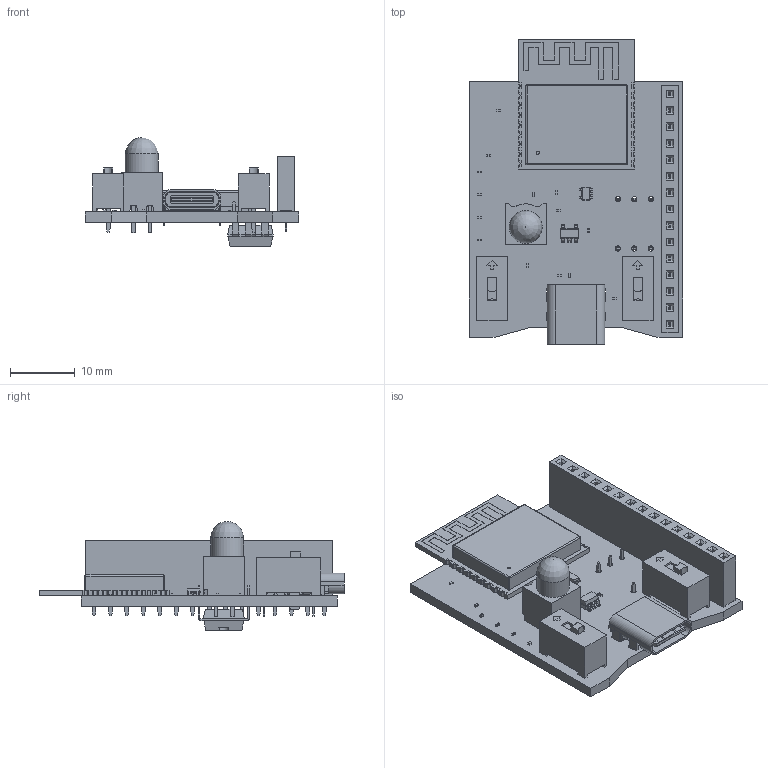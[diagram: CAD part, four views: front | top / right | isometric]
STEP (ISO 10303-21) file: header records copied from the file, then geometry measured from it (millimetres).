
FILE_DESCRIPTION(('KiCad electronic assembly'),'2;1');
FILE_NAME('OpenESPmodule.step','2025-03-26T18:43:40',('Pcbnew'),('Kicad' ),'Open CASCADE STEP processor 7.8','KiCad to STEP converter', 'Unknown');
FILE_SCHEMA(('AUTOMOTIVE_DESIGN { 1 0 10303 214 1 1 1 1 }'));
Length unit declared in the file: millimetre
Products named in the file (22): OpenESPmodule 1; R_0201_0603Metric; C_0201_0603Metric; USB_C_Receptacle_GCT_USB4085; LED_VCCLite_5381H5_6.35x6.35mm; Anode_fd_sp; SOT-353_SC-70-5; SOT_353_SC_70_5; ESP32-C3-WROOM-02; SW_DIP_SPSTx01_Slide_9.78x4.72mm_W7.62mm_P2.54mm; SW_DIP_SPSTx01_Slide_978x472mm_W762mm_P254mm; PinSocket_1x15_P2.54mm_Vertical; SOT-23-5; SOT_23_5; DIP-6_W7.62mm; OpenESPmodule_PCB
Assembly tree (34 placements, depth 3):
  OpenESPmodule 1
    R_0201_0603Metric  x5
      R_0201_0603Metric
    C_0201_0603Metric  x9
      C_0201_0603Metric
    USB_C_Receptacle_GCT_USB4085
      USB_C_Receptacle_GCT_USB4085
    LED_VCCLite_5381H5_6.35x6.35mm
      Anode_fd_sp
    SOT-353_SC-70-5
      SOT_353_SC_70_5
    ESP32-C3-WROOM-02
      ESP32-C3-WROOM-02
    SW_DIP_SPSTx01_Slide_9.78x4.72mm_W7.62mm_P2.54mm  x2
      SW_DIP_SPSTx01_Slide_978x472mm_W762mm_P254mm
    PinSocket_1x15_P2.54mm_Vertical
      PinSocket_1x15_P2.54mm_Vertical
    SOT-23-5
      SOT_23_5
    DIP-6_W7.62mm
      DIP-6_W7.62mm
    OpenESPmodule_PCB
Bounding box: 33 x 46.98 x 16.81 mm (x, y, z)
Volume: 4669 mm3; surface area: 7419 mm2
Topology: 86 solids, 86 shells, 2167 faces, 5491 edges, 3552 vertices
Faces by surface type: plane 1733, cylinder 345, bspline 76, torus 4, cone 4, sphere 4, revolution 1
Full cylindrical faces by diameter (mm): 0.2 x12, 0.4 x16, 0.5 x1, 0.7 x4, 0.8 x10, 1 x15, 5.08 x1
Entity records: 65813 total; most frequent: CARTESIAN_POINT 9861, ORIENTED_EDGE 9020, DIRECTION 8381, EDGE_CURVE 4510, LINE 3972, VECTOR 3972, VERTEX_POINT 2905, AXIS2_PLACEMENT_3D 2204
